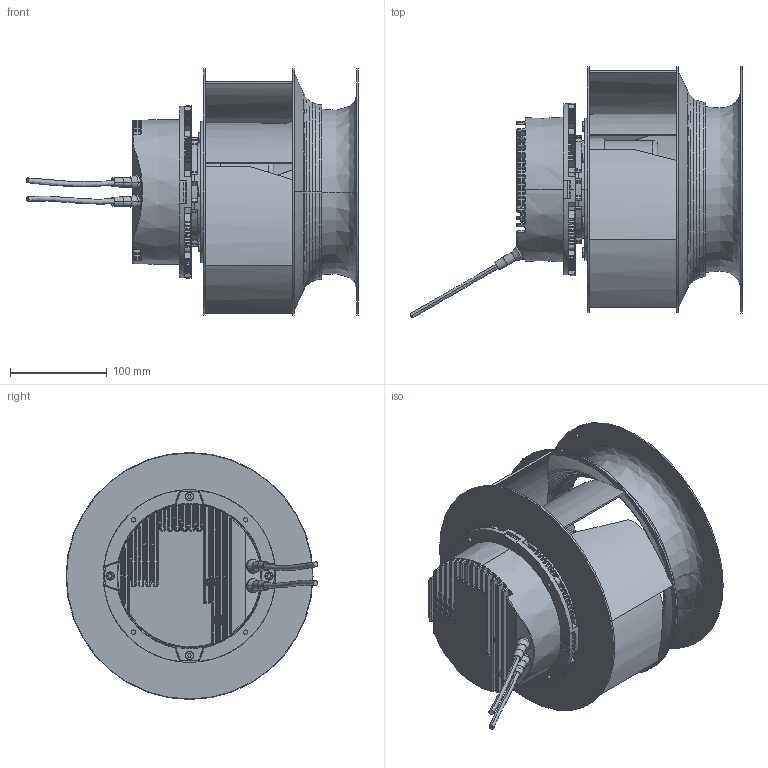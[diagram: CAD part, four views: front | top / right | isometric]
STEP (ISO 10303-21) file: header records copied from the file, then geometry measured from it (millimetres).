
FILE_DESCRIPTION((''),'2;1');
FILE_NAME('ASM0016_ASM','2017-11-06T',('CHESTER.YAN'),(''),'CREO PARAMETRIC BY PTC INC, 2015080','CREO PARAMETRIC BY PTC INC, 2015080','');
FILE_SCHEMA(('CONFIG_CONTROL_DESIGN'));
Products named in the file (7): PRT0012_1_2_1; PRT0012_1_ASM_1_ASM; ASM0013_ASM_1_ASM_1_ASM; ASM0014_ASM_1_ASM; PRT0013; 025_NOZZLE; ASM0016_ASM
Assembly tree (6 placements, depth 5):
  ASM0016_ASM
    ASM0014_ASM_1_ASM
      ASM0013_ASM_1_ASM_1_ASM
        PRT0012_1_ASM_1_ASM
          PRT0012_1_2_1
    PRT0013
    025_NOZZLE
Bounding box: 342.68 x 260.07 x 255 mm (x, y, z)
Volume: 1055535.4 mm3; surface area: 659049.1 mm2
Topology: 3 solids, 8 shells, 2435 faces, 6483 edges, 3966 vertices
Faces by surface type: cylinder 797, plane 531, torus 423, bspline 321, cone 260, sphere 99, revolution 4
Entity records: 99826 total; most frequent: CARTESIAN_POINT 42603, ORIENTED_EDGE 12573, DIRECTION 11403, EDGE_CURVE 6389, AXIS2_PLACEMENT_3D 4799, VERTEX_POINT 3966, CIRCLE 2672, EDGE_LOOP 2559
